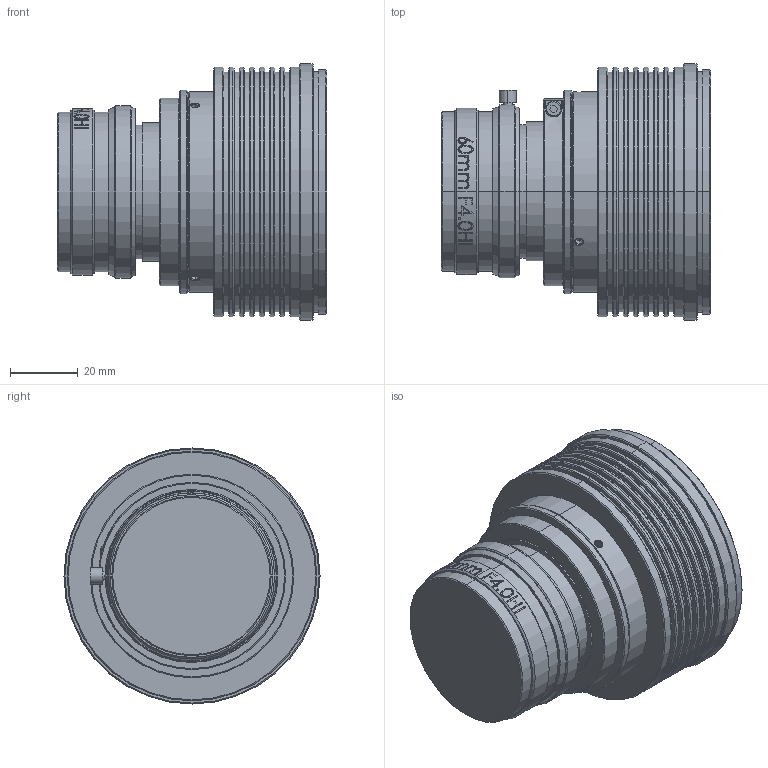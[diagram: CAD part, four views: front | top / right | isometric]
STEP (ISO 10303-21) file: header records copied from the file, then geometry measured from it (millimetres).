
FILE_DESCRIPTION (( 'STEP AP203' ), '1' );
FILE_NAME ('6040HI_M72_72Y｡ﾁ0.step', '2024-12-28T05:56:37', ( 'Windows ﾓﾃｻｧ' ), ( 'Microsoft' ), 'SwSTEP 2.0', 'SolidWorks 2018', '' );
FILE_SCHEMA (( 'CONFIG_CONTROL_DESIGN' ));
Length unit declared in the file: millimetre
Products named in the file (1): 6040HI_M72_72Y×0
Bounding box: 79.37 x 75.5 x 75.5 mm (x, y, z)
Volume: 129660.7 mm3; surface area: 50645 mm2
Topology: 6 solids, 6 shells, 450 faces, 1052 edges, 669 vertices
Faces by surface type: plane 145, cylinder 137, cone 108, bspline 60
Entity records: 25585 total; most frequent: CARTESIAN_POINT 15455, ORIENTED_EDGE 2104, DIRECTION 2009, EDGE_CURVE 1052, AXIS2_PLACEMENT_3D 798, VERTEX_POINT 669, EDGE_LOOP 521, ADVANCED_FACE 450
